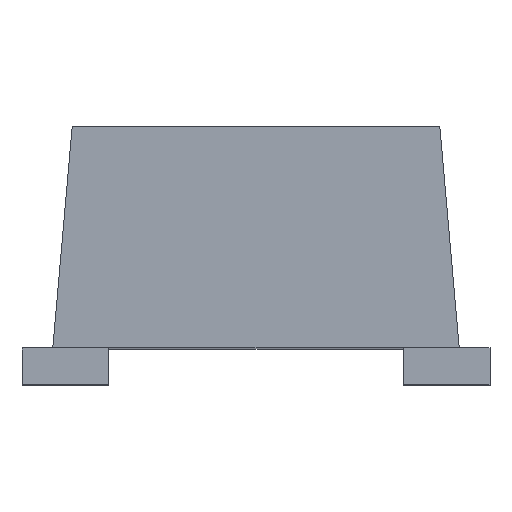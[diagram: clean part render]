
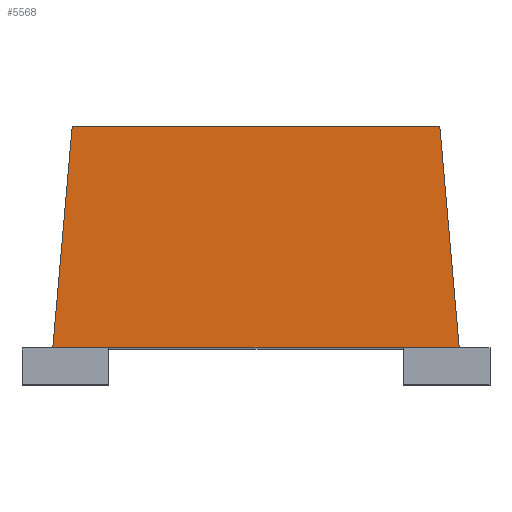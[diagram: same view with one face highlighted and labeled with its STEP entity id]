
A CAD part, top view. The second image highlights one B-rep face of the part: STEP entity #5568.
In plain terms, the highlighted planar face has unit normal (0, 0, 1).
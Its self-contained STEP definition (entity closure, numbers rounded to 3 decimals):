
#244 = CARTESIAN_POINT ( 'NONE',  ( -0.825, 0., 1.525 ) ) ;
#303 = DIRECTION ( 'NONE',  ( 0., 0., 1. ) ) ;
#382 = PLANE ( 'NONE',  #869 ) ;
#486 = CARTESIAN_POINT ( 'NONE',  ( 0., 0., 1.525 ) ) ;
#741 = LINE ( 'NONE', #3285, #6641 ) ;
#765 = ORIENTED_EDGE ( 'NONE', *, *, #3850, .F. ) ;
#766 = LINE ( 'NONE', #244, #4096 ) ;
#869 = AXIS2_PLACEMENT_3D ( 'NONE', #4075, #303, #5855 ) ;
#982 = VERTEX_POINT ( 'NONE', #6062 ) ;
#1180 = ORIENTED_EDGE ( 'NONE', *, *, #4580, .F. ) ;
#1447 = VECTOR ( 'NONE', #2906, 1000. ) ;
#1731 = LINE ( 'NONE', #486, #1447 ) ;
#2047 = CARTESIAN_POINT ( 'NONE',  ( 0.746, 0.9, 1.525 ) ) ;
#2837 = ORIENTED_EDGE ( 'NONE', *, *, #4918, .F. ) ;
#2906 = DIRECTION ( 'NONE',  ( -1., 0., 0. ) ) ;
#2917 = EDGE_CURVE ( 'NONE', #3319, #5143, #4687, .T. ) ;
#3285 = CARTESIAN_POINT ( 'NONE',  ( 0., 0.9, 1.525 ) ) ;
#3319 = VERTEX_POINT ( 'NONE', #4539 ) ;
#3365 = DIRECTION ( 'NONE',  ( 1., 0., 0. ) ) ;
#3478 = FACE_OUTER_BOUND ( 'NONE', #6528, .T. ) ;
#3822 = CARTESIAN_POINT ( 'NONE',  ( -0.825, 0., 1.525 ) ) ;
#3850 = EDGE_CURVE ( 'NONE', #982, #5143, #741, .T. ) ;
#4075 = CARTESIAN_POINT ( 'NONE',  ( -0.825, 0., 1.525 ) ) ;
#4096 = VECTOR ( 'NONE', #6276, 1000. ) ;
#4539 = CARTESIAN_POINT ( 'NONE',  ( 0.825, 0., 1.525 ) ) ;
#4580 = EDGE_CURVE ( 'NONE', #4708, #982, #766, .T. ) ;
#4687 = LINE ( 'NONE', #5496, #7613 ) ;
#4708 = VERTEX_POINT ( 'NONE', #3822 ) ;
#4918 = EDGE_CURVE ( 'NONE', #3319, #4708, #1731, .T. ) ;
#5143 = VERTEX_POINT ( 'NONE', #2047 ) ;
#5354 = ORIENTED_EDGE ( 'NONE', *, *, #2917, .T. ) ;
#5496 = CARTESIAN_POINT ( 'NONE',  ( 0.825, 0., 1.525 ) ) ;
#5568 = ADVANCED_FACE ( 'NONE', ( #3478 ), #382, .T. ) ;
#5855 = DIRECTION ( 'NONE',  ( 1., 0., 0. ) ) ;
#6062 = CARTESIAN_POINT ( 'NONE',  ( -0.746, 0.9, 1.525 ) ) ;
#6276 = DIRECTION ( 'NONE',  ( 0.087, 0.996, 0. ) ) ;
#6528 = EDGE_LOOP ( 'NONE', ( #765, #1180, #2837, #5354 ) ) ;
#6641 = VECTOR ( 'NONE', #3365, 1000. ) ;
#6836 = DIRECTION ( 'NONE',  ( -0.087, 0.996, 0. ) ) ;
#7613 = VECTOR ( 'NONE', #6836, 1000. ) ;
